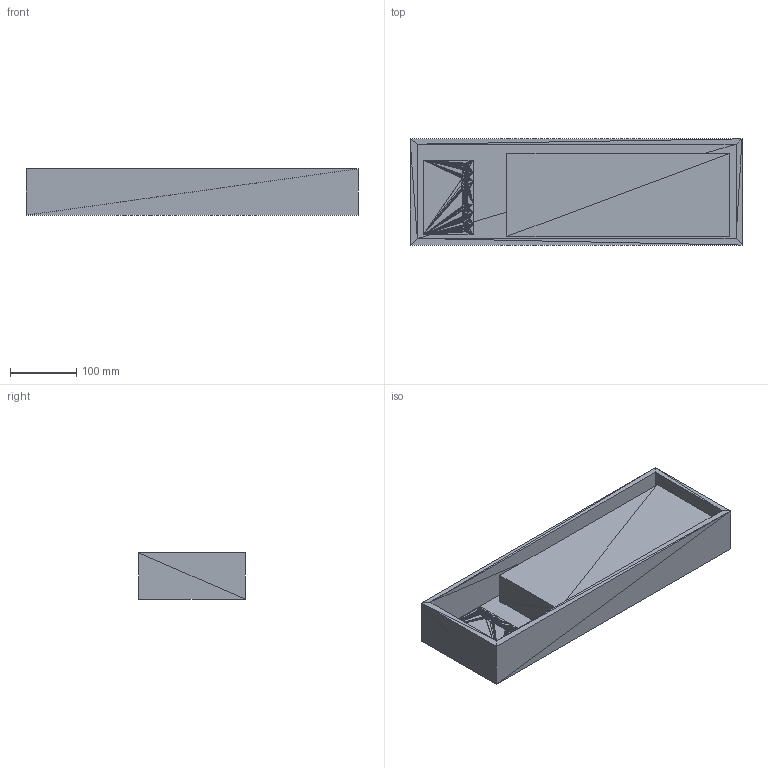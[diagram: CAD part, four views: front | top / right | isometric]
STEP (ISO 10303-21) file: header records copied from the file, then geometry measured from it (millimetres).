
FILE_DESCRIPTION((' Model'),'2;1');
FILE_NAME(' Shape Model','2026-02-13T10:38:37',(''),( ''),' ','','Unknown');
FILE_SCHEMA(('AUTOMOTIVE_DESIGN { 1 0 10303 214 1 1 1 1 }'));
Length unit declared in the file: millimetre
Products named in the file (4):  STEP translator 7.5 1;  STEP translator 7.5 1.1;  STEP translator 7.5 1.2;  STEP translator 7.5 1.3
Assembly tree (3 placements, depth 2):
   STEP translator 7.5 1
     STEP translator 7.5 1.1
     STEP translator 7.5 1.2
     STEP translator 7.5 1.3
Bounding box: 500 x 160 x 70 mm (x, y, z)
Surface area: 479781 mm2 (no closed solid volume)
Topology: 0 solids, 3 shells, 1270 faces, 1905 edges, 641 vertices
Faces by surface type: plane 1270
Entity records: 47713 total; most frequent: CARTESIAN_POINT 9535, DIRECTION 6358, ORIENTED_EDGE 3810, LINE 3810, VECTOR 3810, PCURVE 3810, DEFINITIONAL_REPRESENTATION 3810, EDGE_CURVE 1905
